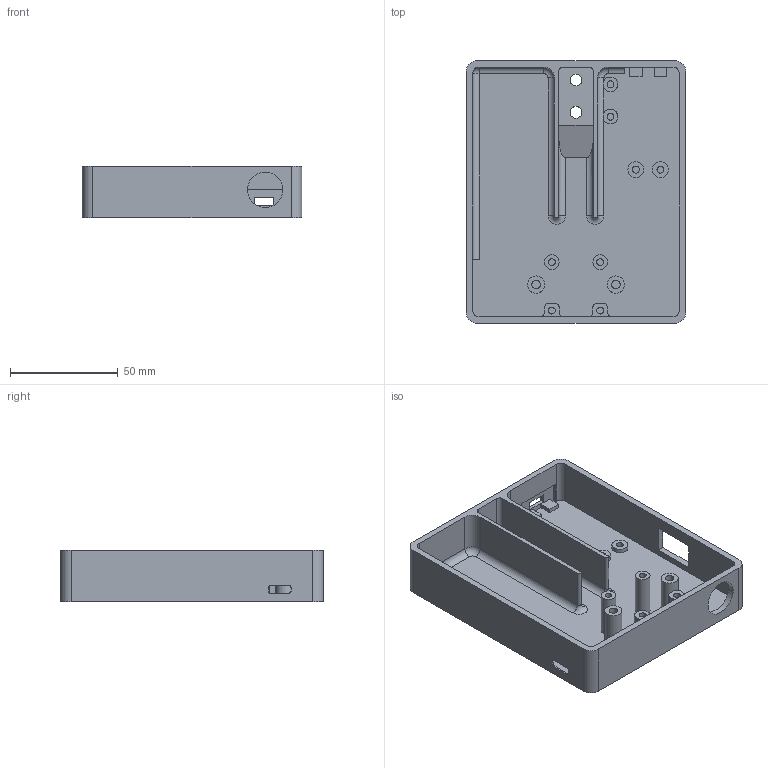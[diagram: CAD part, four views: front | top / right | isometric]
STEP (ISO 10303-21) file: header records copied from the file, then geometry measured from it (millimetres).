
FILE_DESCRIPTION(/* description */ ('STEP AP242','CAx-IF Rec.Pracs.---Representation and Presentation of Product Manufacturing Information (PMI)---4.0---2014-10-13','CAx-IF Rec.Pracs.---3D Tessellated Geometry---0.4---2014-09-14','2;1'),/* implementation_level */ '2;1');
FILE_NAME(/* name */ '66945a9fdeddc373f7264fd8',/* time_stamp */ '2024-07-14T23:09:20Z',/* author */ (''),/* organization */ (''),/* preprocessor_version */ 'ST-DEVELOPER v20',/* originating_system */ ' ',/* authorisation */ ' ');
FILE_SCHEMA (('AP242_MANAGED_MODEL_BASED_3D_ENGINEERING_MIM_LF { 1 0 10303 442 1 1 4 }'));
Length unit declared in the file: metre
Products named in the file (1): Unterteil
Bounding box: 102 x 122 x 24 mm (x, y, z)
Volume: 75767 mm3; surface area: 53115.7 mm2
Topology: 1 solids, 1 shells, 136 faces, 336 edges, 220 vertices
Faces by surface type: plane 75, cylinder 56, torus 4, sphere 1
Full cylindrical faces by diameter (mm): 3.2 x8, 4 x2, 5.5 x2, 6.8 x4, 7.4 x2, 8 x2, 9.5 x2, 16.5 x1
Entity records: 3943 total; most frequent: DIRECTION 697, CARTESIAN_POINT 671, ORIENTED_EDGE 618, EDGE_CURVE 309, AXIS2_PLACEMENT_3D 253, VERTEX_POINT 217, LINE 191, VECTOR 191
